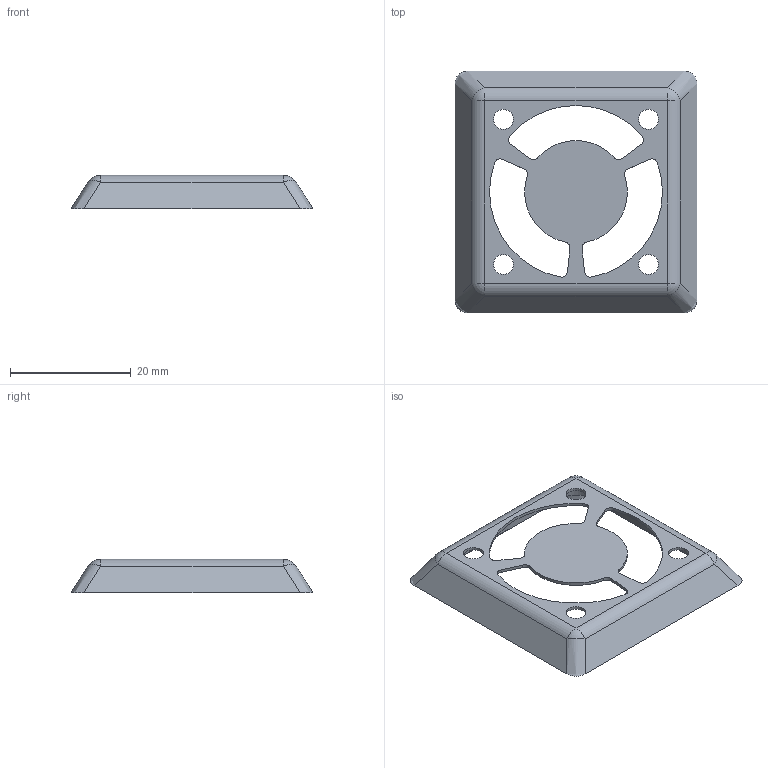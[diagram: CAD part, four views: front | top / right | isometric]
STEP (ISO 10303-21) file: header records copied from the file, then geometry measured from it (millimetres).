
FILE_DESCRIPTION(('FreeCAD Model'),'2;1');
FILE_NAME('Open CASCADE Shape Model','2024-08-23T14:32:23',(''),(''), 'Open CASCADE STEP processor 7.6','FreeCAD','Unknown');
FILE_SCHEMA(('AUTOMOTIVE_DESIGN { 1 0 10303 214 1 1 1 1 }'));
Length unit declared in the file: millimetre
Products named in the file (1): Fan-Hood
Bounding box: 40 x 40 x 5.5 mm (x, y, z)
Volume: 1962 mm3; surface area: 3266.3 mm2
Topology: 1 solids, 1 shells, 63 faces, 164 edges, 100 vertices
Faces by surface type: cylinder 26, plane 17, bspline 12, cone 4, sphere 4
Full cylindrical faces by diameter (mm): 3.3 x4
Entity records: 2144 total; most frequent: CARTESIAN_POINT 600, ORIENTED_EDGE 320, DIRECTION 312, EDGE_CURVE 160, AXIS2_PLACEMENT_3D 120, VERTEX_POINT 100, FACE_BOUND 78, EDGE_LOOP 78
